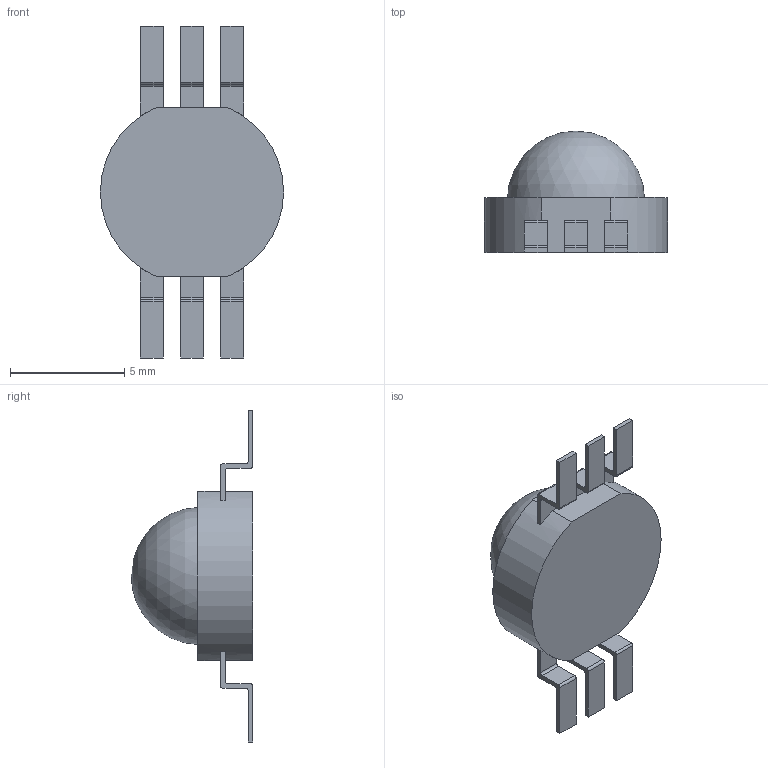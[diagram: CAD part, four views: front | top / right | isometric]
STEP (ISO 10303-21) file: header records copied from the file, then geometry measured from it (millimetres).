
FILE_DESCRIPTION(/* description */ (''),/* implementation_level */ '2;1');
FILE_NAME(/* name */ '3W POWER LED v3.step',/* time_stamp */ '2021-02-24T10:31:58+03:00',/* author */ (''),/* organization */ (''),/* preprocessor_version */ 'ST-DEVELOPER v18.1',/* originating_system */ 'Autodesk Translation Framework v9.7.1.1290',/* authorisation */ '');
FILE_SCHEMA (('AUTOMOTIVE_DESIGN { 1 0 10303 214 3 1 1 }'));
Length unit declared in the file: millimetre
Products named in the file (3): 3W POWER LED; 3w power led_1; 3w power led lens
Assembly tree (2 placements, depth 2):
  3W POWER LED
    3w power led_1
    3w power led lens
Bounding box: 8 x 5.3 x 14.5 mm (x, y, z)
Volume: 133.1 mm3; surface area: 346 mm2
Topology: 2 solids, 2 shells, 106 faces, 288 edges, 192 vertices
Faces by surface type: plane 76, cylinder 28, sphere 2
Full cylindrical faces by diameter (mm): 5.4 x1, 6 x1
Entity records: 3473 total; most frequent: CARTESIAN_POINT 589, DIRECTION 576, ORIENTED_EDGE 572, EDGE_CURVE 286, LINE 218, VECTOR 218, VERTEX_POINT 192, AXIS2_PLACEMENT_3D 179
